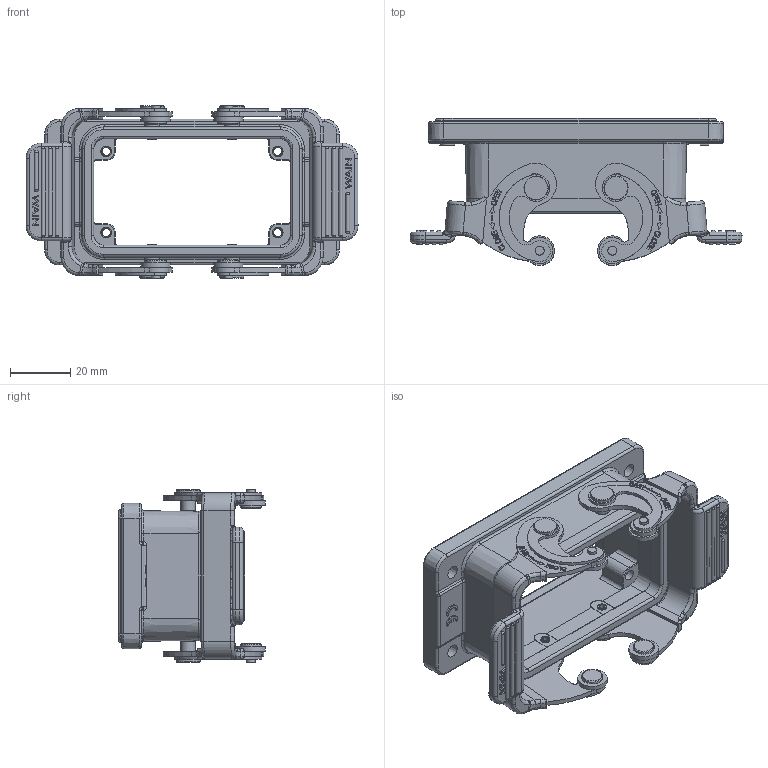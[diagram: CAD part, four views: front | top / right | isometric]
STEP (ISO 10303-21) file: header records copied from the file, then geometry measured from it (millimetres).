
FILE_DESCRIPTION(/* description */ (''),/* implementation_level */ '2;1');
FILE_NAME(/* name */ '3D_1241103411101_WV10B-BK-2L_SC_V1.0_stp.stp',/* time_stamp */ '2023-12-01T11:14:21+08:00',/* author */ (''),/* organization */ (''),/* preprocessor_version */ 'ST-DEVELOPER v18.1',/* originating_system */ 'SIEMENS PLM Software NX 1980',/* authorisation */ '');
FILE_SCHEMA (('AP203_CONFIGURATION_CONTROLLED_3D_DESIGN_OF_MECHANICAL_PARTS_AND_ASSEMBLIES_MIM_LF { 1 0 10303 403 2 1 2}'));
Products named in the file (1): 3D_1241103411101_WV10B-BK-2L_SC_V1.0_stp
Bounding box: 110.39 x 48.86 x 57.5 mm (x, y, z)
Volume: 50425.8 mm3; surface area: 38621.7 mm2
Topology: 1 solids, 8 shells, 1865 faces, 4834 edges, 3067 vertices
Faces by surface type: plane 854, cylinder 551, torus 152, cone 92, extrusion 78, sphere 76, bspline 60, revolution 2
Full cylindrical faces by diameter (mm): 1.9 x4, 2.95 x8, 3 x8, 3.5 x4, 4.5 x4, 4.8 x4, 4.907 x4, 5 x8, 7 x4, 8 x4, 9.8 x4
Entity records: 68438 total; most frequent: CARTESIAN_POINT 16588, ORIENTED_EDGE 9276, DIRECTION 9209, EDGE_CURVE 4638, AXIS2_PLACEMENT_3D 3308, VERTEX_POINT 3008, VECTOR 2591, LINE 2513
